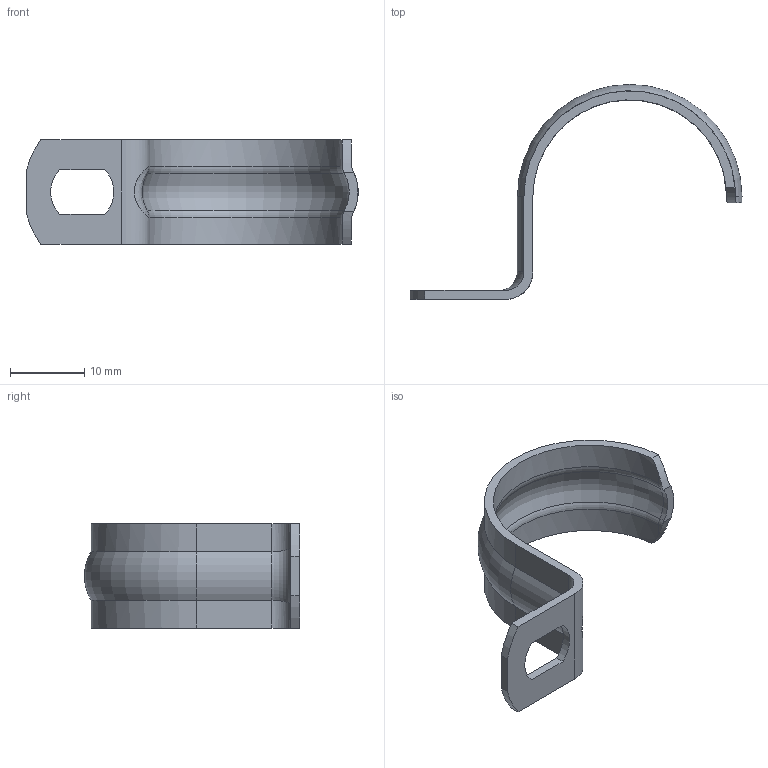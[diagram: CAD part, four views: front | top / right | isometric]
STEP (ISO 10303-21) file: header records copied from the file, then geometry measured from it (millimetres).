
FILE_DESCRIPTION(/* description */ (''),/* implementation_level */ '2;1');
FILE_NAME(/* name */ '',/* time_stamp */ '2025-06-09T15:48:43+07:00',/* author */ ('zeta-82'),/* organization */ (''),/* preprocessor_version */ 'ST-DEVELOPER v19.2',/* originating_system */ 'Autodesk Inventor 2024',/* authorisation */ '');
FILE_SCHEMA (('AUTOMOTIVE_DESIGN { 1 0 10303 214 3 1 1 }'));
Length unit declared in the file: millimetre
Products named in the file (1): СД 10-11
Bounding box: 44.58 x 28.88 x 14 mm (x, y, z)
Volume: 1163.5 mm3; surface area: 2157.4 mm2
Topology: 1 solids, 1 shells, 43 faces, 107 edges, 66 vertices
Faces by surface type: cylinder 21, plane 16, torus 5, bspline 1
Entity records: 1442 total; most frequent: CARTESIAN_POINT 364, DIRECTION 223, ORIENTED_EDGE 214, EDGE_CURVE 107, AXIS2_PLACEMENT_3D 85, VERTEX_POINT 66, LINE 53, VECTOR 53
